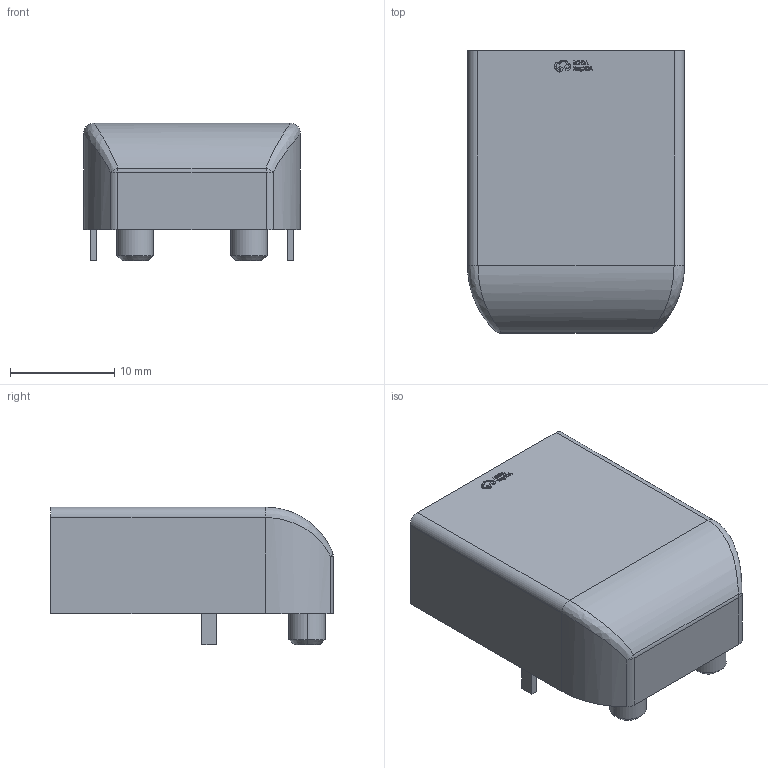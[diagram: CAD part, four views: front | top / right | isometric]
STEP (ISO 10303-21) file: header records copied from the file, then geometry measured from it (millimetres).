
FILE_DESCRIPTION (( 'STEP AP214' ), '1' );
FILE_NAME ('CONN-TH_XT90PW-M.G.Y.STEP', '2023-10-14T23:51:08', ( '' ), ( '' ), 'SwSTEP 2.0', 'SolidWorks 2020', '' );
FILE_SCHEMA (( 'AUTOMOTIVE_DESIGN' ));
Length unit declared in the file: millimetre
Products named in the file (1): CONN-TH_XT90PW-M.G.Y
Bounding box: 20.8 x 27.1 x 13.21 mm (x, y, z)
Volume: 2718.3 mm3; surface area: 4159.2 mm2
Topology: 1 solids, 1 shells, 319 faces, 843 edges, 556 vertices
Faces by surface type: plane 175, bspline 100, cylinder 30, cone 12, sphere 2
Entity records: 14022 total; most frequent: CARTESIAN_POINT 3245, ORIENTED_EDGE 1682, DIRECTION 1131, EDGE_CURVE 841, VERTEX_POINT 556, VECTOR 551, LINE 551, EDGE_LOOP 351
